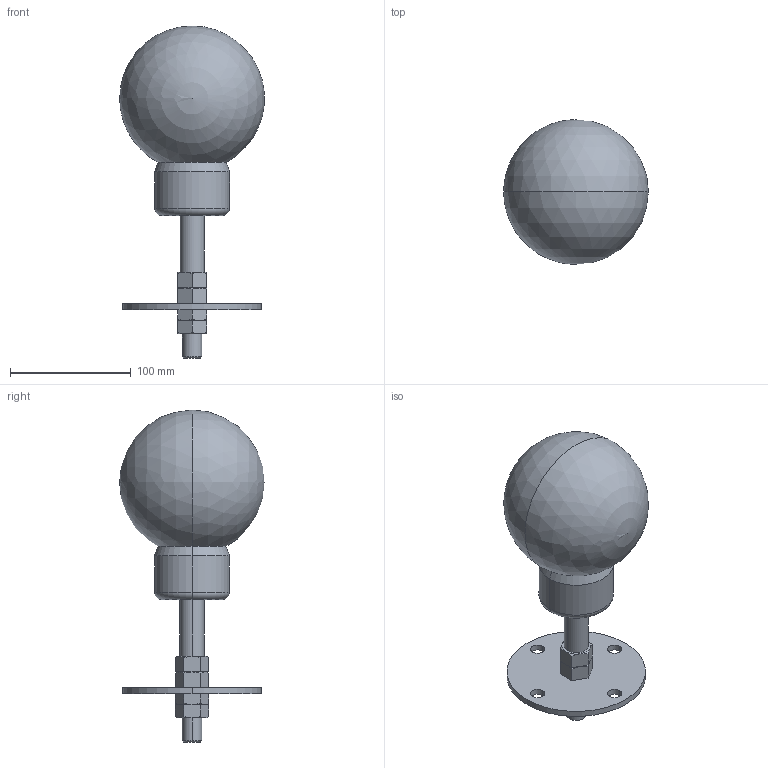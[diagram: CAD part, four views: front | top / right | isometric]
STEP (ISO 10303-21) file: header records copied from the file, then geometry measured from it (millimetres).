
FILE_DESCRIPTION (( 'STEP AP203' ), '1' );
FILE_NAME ('ALB小.STEP', '2024-12-03T01:35:22', ( '' ), ( '' ), 'SwSTEP 2.0', 'SolidWorks 2024', '' );
FILE_SCHEMA (( 'CONFIG_CONTROL_DESIGN' ));
Length unit declared in the file: millimetre
Products named in the file (1): ALB小
Bounding box: 119.82 x 120 x 275 mm (x, y, z)
Volume: 1116515.5 mm3; surface area: 83338.2 mm2
Topology: 1 solids, 1 shells, 90 faces, 199 edges, 114 vertices
Faces by surface type: plane 42, cone 28, cylinder 16, torus 2, sphere 2
Entity records: 2669 total; most frequent: CARTESIAN_POINT 684, DIRECTION 394, ORIENTED_EDGE 388, EDGE_CURVE 194, AXIS2_PLACEMENT_3D 157, VERTEX_POINT 111, EDGE_LOOP 103, ADVANCED_FACE 90
